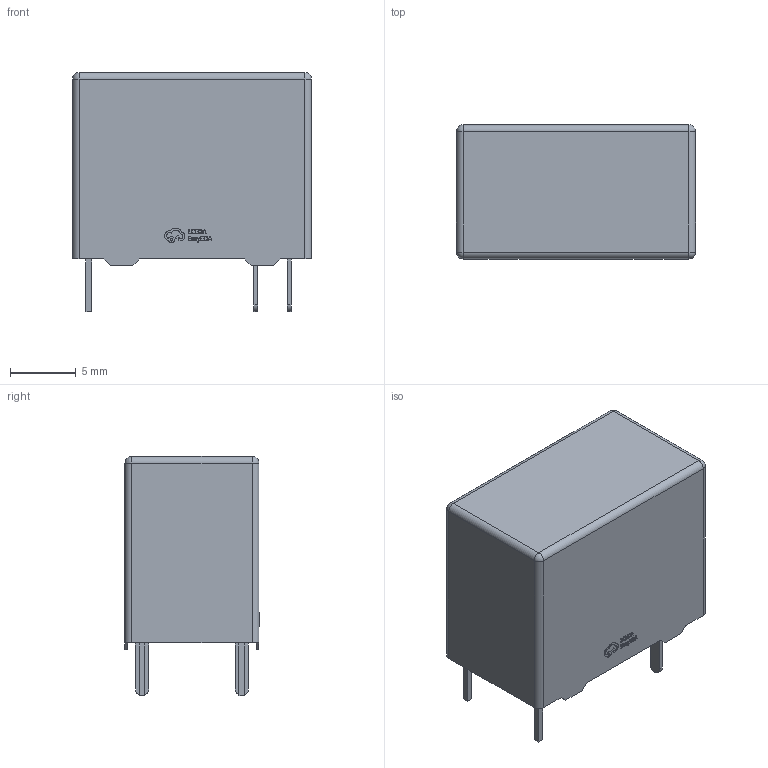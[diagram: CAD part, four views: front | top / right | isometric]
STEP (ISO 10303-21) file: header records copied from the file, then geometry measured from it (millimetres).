
FILE_DESCRIPTION (( 'STEP AP214' ), '1' );
FILE_NAME ('RELAY-TH_TE_T77V1DXXX.STEP', '2022-08-14T03:22:56', ( '' ), ( '' ), 'SwSTEP 2.0', 'SolidWorks 2020', '' );
FILE_SCHEMA (( 'AUTOMOTIVE_DESIGN' ));
Length unit declared in the file: millimetre
Products named in the file (1): RELAY-TH_TE_T77V1DXXX
Bounding box: 18.2 x 10.21 x 18.2 mm (x, y, z)
Volume: 2634.9 mm3; surface area: 1197 mm2
Topology: 1 solids, 1 shells, 280 faces, 757 edges, 498 vertices
Faces by surface type: plane 166, bspline 98, cylinder 12, sphere 4
Entity records: 12311 total; most frequent: CARTESIAN_POINT 2838, ORIENTED_EDGE 1506, DIRECTION 943, EDGE_CURVE 753, LINE 529, VECTOR 529, VERTEX_POINT 498, EDGE_LOOP 303
